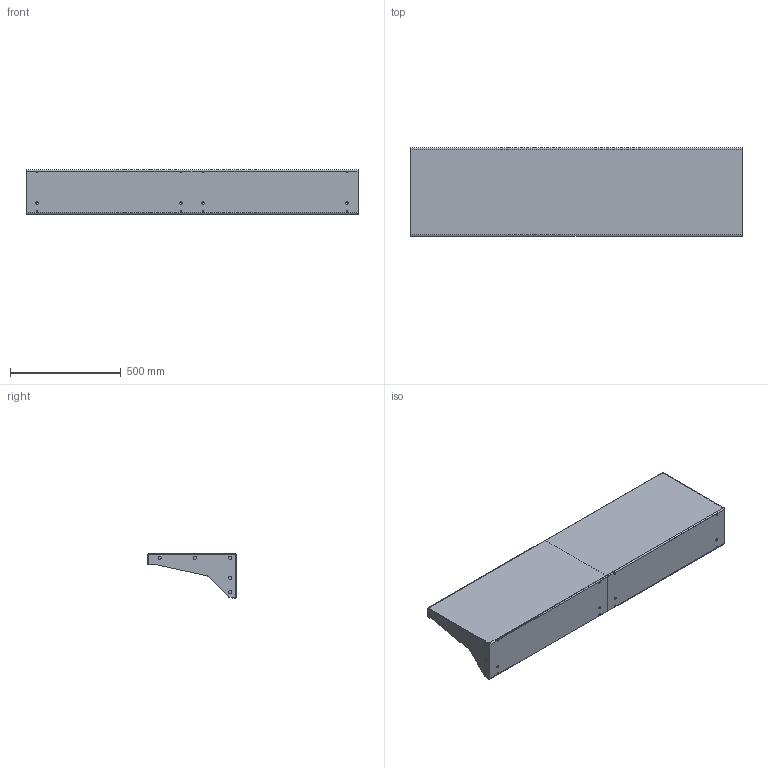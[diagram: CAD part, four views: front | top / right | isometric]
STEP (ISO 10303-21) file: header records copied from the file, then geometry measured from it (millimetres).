
FILE_DESCRIPTION (( 'STEP AP203' ), '1' );
FILE_NAME ('CRS3_400_1500.STEP', '2019-12-10T12:38:21', ( '' ), ( '' ), 'SwSTEP 2.0', 'SolidWorks 2019', '' );
FILE_SCHEMA (( 'CONFIG_CONTROL_DESIGN' ));
Length unit declared in the file: millimetre
Products named in the file (4): CR3_400 Con. straight m; CR3_400 Con. straight; CRS3_400_1500_Wall; CRS3_400_1500
Assembly tree (4 placements, depth 2):
  CRS3_400_1500
    CRS3_400_1500_Wall
    CR3_400 Con. straight  x2
    CR3_400 Con. straight m
Bounding box: 1500 x 400 x 200 mm (x, y, z)
Volume: 3347923.4 mm3; surface area: 2256938.8 mm2
Topology: 4 solids, 4 shells, 127 faces, 333 edges, 206 vertices
Faces by surface type: plane 69, cylinder 58
Entity records: 3590 total; most frequent: DIRECTION 574, CARTESIAN_POINT 533, ORIENTED_EDGE 528, EDGE_CURVE 264, AXIS2_PLACEMENT_3D 201, VECTOR 172, LINE 172, VERTEX_POINT 160
